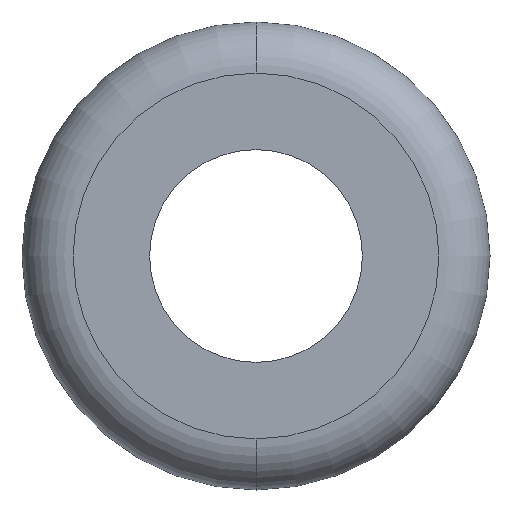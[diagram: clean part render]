
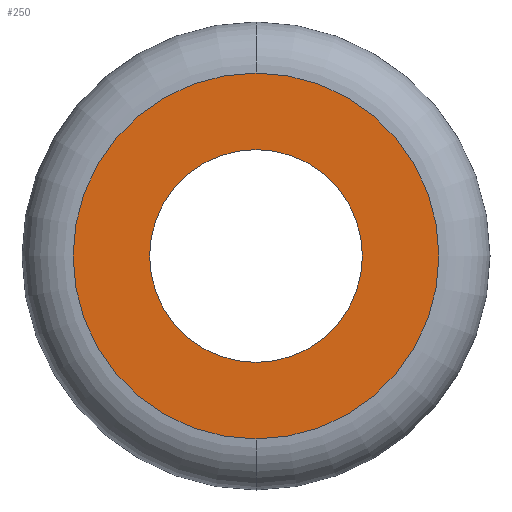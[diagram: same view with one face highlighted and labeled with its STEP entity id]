
A CAD part, front view. The second image highlights one B-rep face of the part: STEP entity #250.
In plain terms, the highlighted planar face has unit normal (0, -1, 0).
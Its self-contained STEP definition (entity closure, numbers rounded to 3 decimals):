
#3 = DIRECTION ( 'NONE',  ( 0., -1., 0. ) ) ;
#7 = CARTESIAN_POINT ( 'NONE',  ( 0., 0., -2.5 ) ) ;
#10 = DIRECTION ( 'NONE',  ( 0., 0., -1. ) ) ;
#20 = CARTESIAN_POINT ( 'NONE',  ( 0., 0., 0. ) ) ;
#21 = AXIS2_PLACEMENT_3D ( 'NONE', #20, #3, #10 ) ;
#22 = CIRCLE ( 'NONE', #21, 2.5 ) ;
#49 = DIRECTION ( 'NONE',  ( 0., 0., 1. ) ) ;
#52 = DIRECTION ( 'NONE',  ( 0., -1., 0. ) ) ;
#53 = CARTESIAN_POINT ( 'NONE',  ( 0., 0., 4.3 ) ) ;
#54 = CARTESIAN_POINT ( 'NONE',  ( 0., 0., -4.3 ) ) ;
#55 = CARTESIAN_POINT ( 'NONE',  ( 0., 0., 0. ) ) ;
#60 = AXIS2_PLACEMENT_3D ( 'NONE', #55, #52, #49 ) ;
#61 = CIRCLE ( 'NONE', #60, 4.3 ) ;
#179 = CARTESIAN_POINT ( 'NONE',  ( 0., 0., 2.5 ) ) ;
#238 = ORIENTED_EDGE ( 'NONE', *, *, #414, .F. ) ;
#239 = EDGE_CURVE ( 'NONE', #432, #431, #347, .T. ) ;
#242 = ORIENTED_EDGE ( 'NONE', *, *, #239, .T. ) ;
#243 = ORIENTED_EDGE ( 'NONE', *, *, #244, .F. ) ;
#244 = EDGE_CURVE ( 'NONE', #361, #352, #340, .T. ) ;
#249 = ORIENTED_EDGE ( 'NONE', *, *, #430, .T. ) ;
#250 = ADVANCED_FACE ( 'NONE', ( #299, #294 ), #293, .F. ) ;
#253 = EDGE_LOOP ( 'NONE', ( #242, #249 ) ) ;
#257 = EDGE_LOOP ( 'NONE', ( #243, #238 ) ) ;
#289 = DIRECTION ( 'NONE',  ( 0., 0., 1. ) ) ;
#290 = DIRECTION ( 'NONE',  ( 0., 1., 0. ) ) ;
#291 = CARTESIAN_POINT ( 'NONE',  ( -2.5, 0., 0. ) ) ;
#292 = AXIS2_PLACEMENT_3D ( 'NONE', #291, #290, #289 ) ;
#293 = PLANE ( 'NONE',  #292 ) ;
#294 = FACE_BOUND ( 'NONE', #257, .T. ) ;
#299 = FACE_OUTER_BOUND ( 'NONE', #253, .T. ) ;
#302 = DIRECTION ( 'NONE',  ( 0., 0., -1. ) ) ;
#303 = DIRECTION ( 'NONE',  ( 0., -1., 0. ) ) ;
#304 = CARTESIAN_POINT ( 'NONE',  ( 0., 0., 0. ) ) ;
#305 = AXIS2_PLACEMENT_3D ( 'NONE', #304, #303, #302 ) ;
#340 = CIRCLE ( 'NONE', #305, 2.5 ) ;
#343 = DIRECTION ( 'NONE',  ( 0., 0., 1. ) ) ;
#344 = DIRECTION ( 'NONE',  ( 0., -1., 0. ) ) ;
#345 = CARTESIAN_POINT ( 'NONE',  ( 0., 0., 0. ) ) ;
#346 = AXIS2_PLACEMENT_3D ( 'NONE', #345, #344, #343 ) ;
#347 = CIRCLE ( 'NONE', #346, 4.3 ) ;
#352 = VERTEX_POINT ( 'NONE', #179 ) ;
#361 = VERTEX_POINT ( 'NONE', #7 ) ;
#414 = EDGE_CURVE ( 'NONE', #352, #361, #22, .T. ) ;
#430 = EDGE_CURVE ( 'NONE', #431, #432, #61, .T. ) ;
#431 = VERTEX_POINT ( 'NONE', #54 ) ;
#432 = VERTEX_POINT ( 'NONE', #53 ) ;
